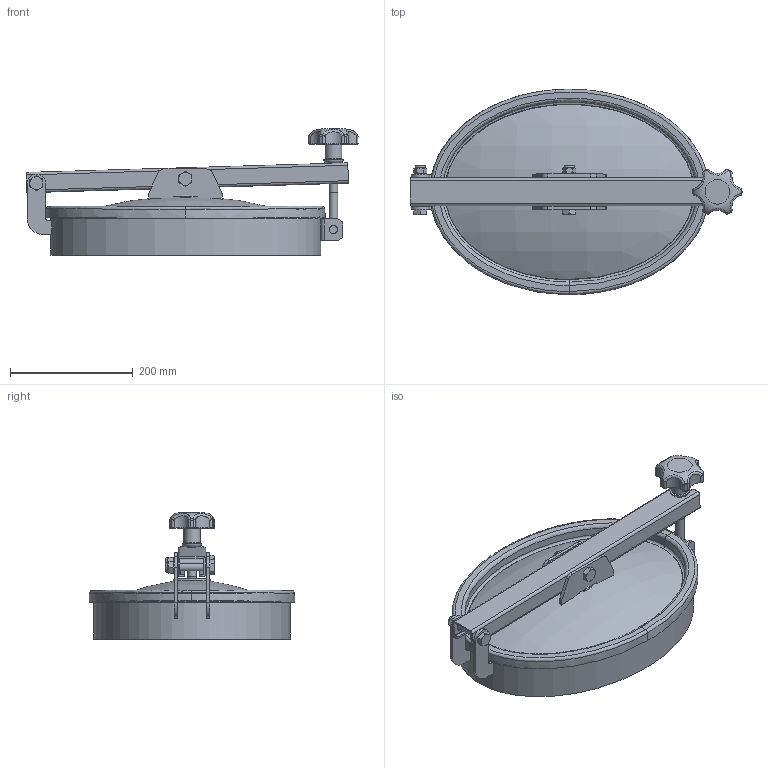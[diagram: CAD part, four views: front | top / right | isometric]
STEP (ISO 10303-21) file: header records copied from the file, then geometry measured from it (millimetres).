
FILE_DESCRIPTION(/* description */ ('Unknown'),/* implementation_level */ '2;1');
FILE_NAME(/* name */ 'FA03E5200 MOD 174AE rev 01',/* time_stamp */ '2016-07-01T16:05:10+02:00',/* author */ ('Unknown'),/* organization */ ('Unknown'),/* preprocessor_version */ 'ST-DEVELOPER v16',/* originating_system */ 'DEX',/* authorisation */ $);
FILE_SCHEMA (('AUTOMOTIVE_DESIGN {1 0 10303 214 3 1 1}'));
Length unit declared in the file: millimetre
Products named in the file (19): FA03E5200 MOD 174AE rev 01; 7TA0300 rev 0; 8AP02 rev 0; 81063 rev 02; 81066 rev 02; 7CA0300 rev 01; 8AS101 rev 02; 81108 rev 02; 9621 assieme; 71014 rev 02; 93009 rev 02; 91007 rev 05; 95421; 94056 rev 0; 94003 rev 0; 97218 rev 0; 95033; 95209; 97095 rev 03
Assembly tree (22 placements, depth 3):
  FA03E5200 MOD 174AE rev 01
    7TA0300 rev 0
      8AP02 rev 0
      81063 rev 02
      81066 rev 02  x2
    7CA0300 rev 01
      8AS101 rev 02
      81108 rev 02  x2
    9621 assieme
    71014 rev 02
    93009 rev 02
    91007 rev 05
    95421
    94056 rev 0
      94003 rev 0
      97218 rev 0
    95033  x2
    95209  x2
    97095 rev 03
Bounding box: 540.37 x 334.59 x 205.5 mm (x, y, z)
Volume: 1574565.4 mm3; surface area: 4011572417.8 mm2
Topology: 19 solids, 19 shells, 432 faces, 1059 edges, 665 vertices
Faces by surface type: cylinder 137, plane 124, bspline 70, torus 70, cone 31
Full cylindrical faces by diameter (mm): 10 x1, 10.106 x2, 11.835 x1, 12 x4, 12.3 x2, 12.5 x9, 14 x3, 16.2 x1, 25 x1, 27 x1, 55.5 x1
Entity records: 32625 total; most frequent: CARTESIAN_POINT 23746, ORIENTED_EDGE 1676, DIRECTION 1633, EDGE_CURVE 838, AXIS2_PLACEMENT_3D 684, VERTEX_POINT 544, EDGE_LOOP 448, FACE_BOUND 448
